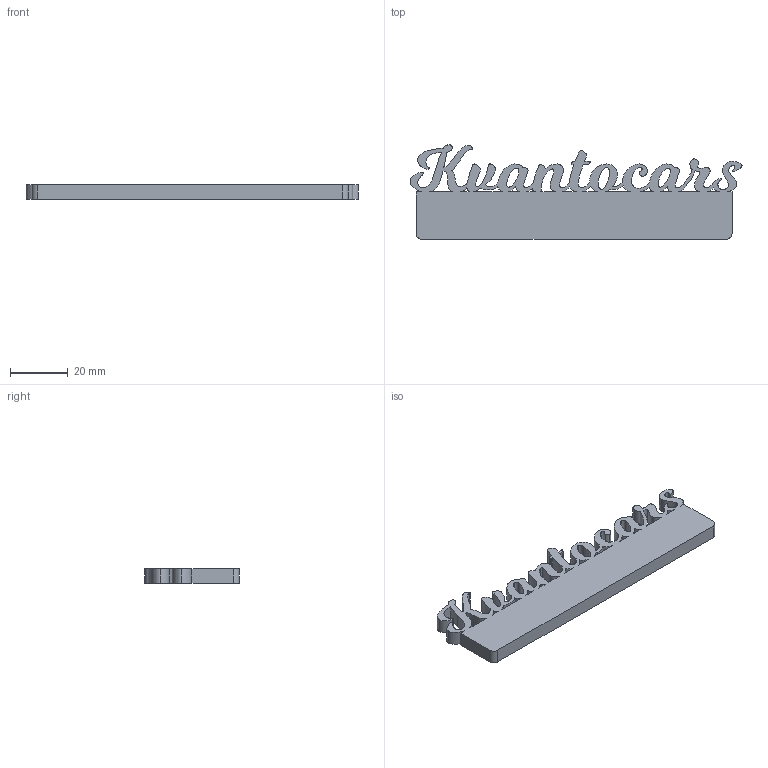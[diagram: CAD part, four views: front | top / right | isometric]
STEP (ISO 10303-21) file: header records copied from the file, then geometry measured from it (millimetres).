
FILE_DESCRIPTION(/* description */ (''),/* implementation_level */ '2;1');
FILE_NAME(/* name */ 'Kvantocars_logo_v1.step',/* time_stamp */ '2022-03-24T13:22:30+04:00',/* author */ (''),/* organization */ (''),/* preprocessor_version */ 'ST-DEVELOPER v18.1',/* originating_system */ 'Autodesk Translation Framework v10.13.0.1454',/* authorisation */ '');
FILE_SCHEMA (('AUTOMOTIVE_DESIGN { 1 0 10303 214 3 1 1 }'));
Length unit declared in the file: millimetre
Products named in the file (2): (Unsaved); Kvantocars logo v2
Assembly tree (1 placements, depth 2):
  (Unsaved)
    Kvantocars logo v2
Bounding box: 115.49 x 32.79 x 5 mm (x, y, z)
Volume: 12214.6 mm3; surface area: 8802.6 mm2
Topology: 1 solids, 1 shells, 200 faces, 594 edges, 396 vertices
Faces by surface type: bspline 164, plane 34, cylinder 2
Entity records: 7175 total; most frequent: CARTESIAN_POINT 3273, ORIENTED_EDGE 1188, EDGE_CURVE 594, VERTEX_POINT 396, DIRECTION 352, LINE 262, VECTOR 262, EDGE_LOOP 232
